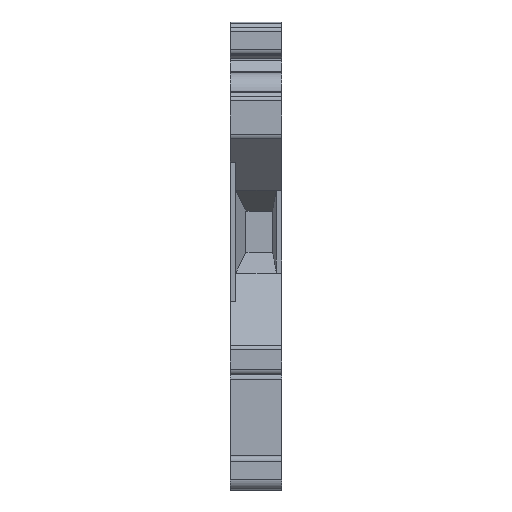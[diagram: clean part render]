
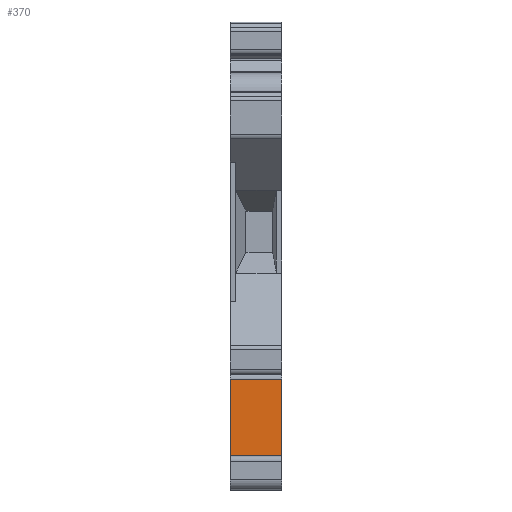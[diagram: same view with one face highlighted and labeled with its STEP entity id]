
A CAD part, left-side view. The second image highlights one B-rep face of the part: STEP entity #370.
In plain terms, the highlighted planar face has unit normal (-1, 0, 0).
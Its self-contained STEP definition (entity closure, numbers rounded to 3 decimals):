
#370 = ADVANCED_FACE( '', ( #954 ), #955, .T. );
#954 = FACE_OUTER_BOUND( '', #1751, .T. );
#955 = PLANE( '', #1752 );
#1751 = EDGE_LOOP( '', ( #2773, #2774, #2775, #2776 ) );
#1752 = AXIS2_PLACEMENT_3D( '', #2777, #2778, #2779 );
#2773 = ORIENTED_EDGE( '', *, *, #5210, .F. );
#2774 = ORIENTED_EDGE( '', *, *, #5211, .F. );
#2775 = ORIENTED_EDGE( '', *, *, #5212, .T. );
#2776 = ORIENTED_EDGE( '', *, *, #5213, .T. );
#2777 = CARTESIAN_POINT( '', ( -19.044, 4.95, -11.95 ) );
#2778 = DIRECTION( '', ( -1., 0., 0. ) );
#2779 = DIRECTION( '', ( 0., 0., 1. ) );
#5210 = EDGE_CURVE( '', #6397, #6398, #6399, .T. );
#5211 = EDGE_CURVE( '', #6400, #6397, #6401, .T. );
#5212 = EDGE_CURVE( '', #6400, #6402, #6403, .T. );
#5213 = EDGE_CURVE( '', #6402, #6398, #6404, .T. );
#6397 = VERTEX_POINT( '', #8066 );
#6398 = VERTEX_POINT( '', #8067 );
#6399 = LINE( '', #8068, #8069 );
#6400 = VERTEX_POINT( '', #8070 );
#6401 = LINE( '', #8071, #8072 );
#6402 = VERTEX_POINT( '', #8073 );
#6403 = LINE( '', #8074, #8075 );
#6404 = LINE( '', #8076, #8077 );
#8066 = CARTESIAN_POINT( '', ( -19.044, 0., -11.95 ) );
#8067 = CARTESIAN_POINT( '', ( -19.044, 0., -20.766 ) );
#8068 = CARTESIAN_POINT( '', ( -19.044, 0., -11.95 ) );
#8069 = VECTOR( '', #9861, 1000. );
#8070 = CARTESIAN_POINT( '', ( -19.044, 4.95, -11.95 ) );
#8071 = CARTESIAN_POINT( '', ( -19.044, 4.95, -11.95 ) );
#8072 = VECTOR( '', #9862, 1000. );
#8073 = CARTESIAN_POINT( '', ( -19.044, 4.95, -20.766 ) );
#8074 = CARTESIAN_POINT( '', ( -19.044, 4.95, -11.95 ) );
#8075 = VECTOR( '', #9863, 1000. );
#8076 = CARTESIAN_POINT( '', ( -19.044, 4.95, -20.766 ) );
#8077 = VECTOR( '', #9864, 1000. );
#9861 = DIRECTION( '', ( 0., 0., -1. ) );
#9862 = DIRECTION( '', ( 0., -1., 0. ) );
#9863 = DIRECTION( '', ( 0., 0., -1. ) );
#9864 = DIRECTION( '', ( 0., -1., 0. ) );
